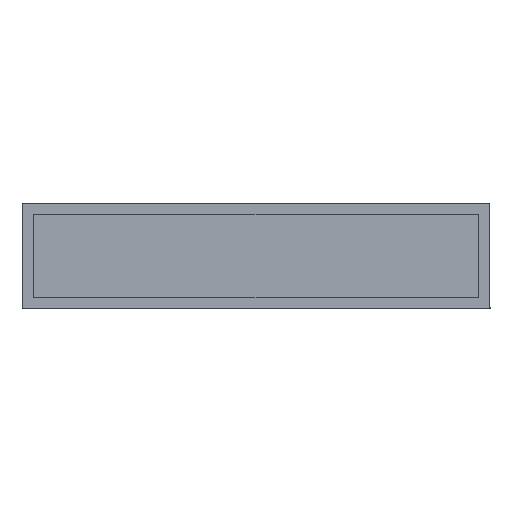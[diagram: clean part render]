
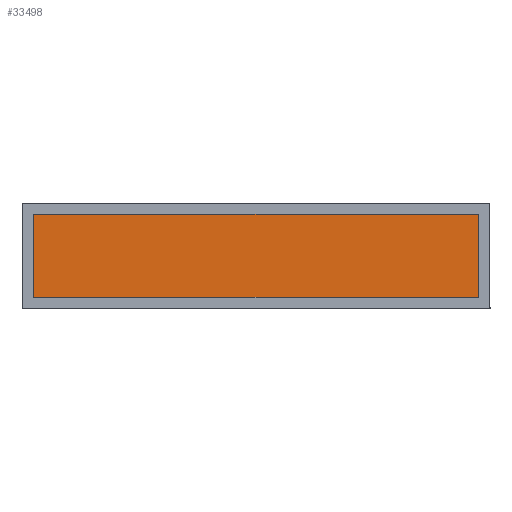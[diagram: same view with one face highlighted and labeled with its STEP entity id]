
A CAD part, top view. The second image highlights one B-rep face of the part: STEP entity #33498.
In plain terms, the highlighted planar face has unit normal (0, 0, 1).
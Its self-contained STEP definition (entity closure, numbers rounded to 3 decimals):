
#15764 = CARTESIAN_POINT ( 'NONE',  ( -119.95, 46.714, 1. ) ) ;
#19911 = DIRECTION ( 'NONE',  ( 0., -1., 0. ) ) ;
#19912 = VECTOR ( 'NONE', #19911, 1000. ) ;
#19914 = CARTESIAN_POINT ( 'NONE',  ( -119.95, -103.286, 1. ) ) ;
#19915 = LINE ( 'NONE', #19914, #19912 ) ;
#19923 = CARTESIAN_POINT ( 'NONE',  ( -119.95, -103.286, 1. ) ) ;
#19977 = VECTOR ( 'NONE', #20114, 1000. ) ;
#19978 = CARTESIAN_POINT ( 'NONE',  ( 593.05, -103.286, 1. ) ) ;
#19979 = LINE ( 'NONE', #19978, #19977 ) ;
#19984 = CARTESIAN_POINT ( 'NONE',  ( 593.05, 46.714, 1. ) ) ;
#20050 = DIRECTION ( 'NONE',  ( 1., 0., 0. ) ) ;
#20051 = VECTOR ( 'NONE', #20050, 1000. ) ;
#20053 = CARTESIAN_POINT ( 'NONE',  ( -119.95, -103.286, 1. ) ) ;
#20055 = LINE ( 'NONE', #20053, #20051 ) ;
#20059 = CARTESIAN_POINT ( 'NONE',  ( 593.05, -103.286, 1. ) ) ;
#20092 = DIRECTION ( 'NONE',  ( -1., 0., 0. ) ) ;
#20094 = VECTOR ( 'NONE', #20092, 1000. ) ;
#20095 = CARTESIAN_POINT ( 'NONE',  ( -119.95, 46.714, 1. ) ) ;
#20096 = LINE ( 'NONE', #20095, #20094 ) ;
#20114 = DIRECTION ( 'NONE',  ( 0., 1., 0. ) ) ;
#20273 = DIRECTION ( 'NONE',  ( 1., 0., 0. ) ) ;
#20275 = DIRECTION ( 'NONE',  ( 0., 0., 1. ) ) ;
#20276 = CARTESIAN_POINT ( 'NONE',  ( -119.95, -103.286, 1. ) ) ;
#20278 = AXIS2_PLACEMENT_3D ( 'NONE', #20276, #20275, #20273 ) ;
#20282 = PLANE ( 'NONE',  #20278 ) ;
#20284 = FACE_OUTER_BOUND ( 'NONE', #33502, .T. ) ;
#31320 = VERTEX_POINT ( 'NONE', #15764 ) ;
#33307 = VERTEX_POINT ( 'NONE', #19923 ) ;
#33312 = EDGE_CURVE ( 'NONE', #31320, #33307, #19915, .T. ) ;
#33379 = VERTEX_POINT ( 'NONE', #19984 ) ;
#33383 = EDGE_CURVE ( 'NONE', #33412, #33379, #19979, .T. ) ;
#33397 = EDGE_CURVE ( 'NONE', #33379, #31320, #20096, .T. ) ;
#33412 = VERTEX_POINT ( 'NONE', #20059 ) ;
#33414 = EDGE_CURVE ( 'NONE', #33307, #33412, #20055, .T. ) ;
#33498 = ADVANCED_FACE ( 'NONE', ( #20284 ), #20282, .T. ) ;
#33502 = EDGE_LOOP ( 'NONE', ( #33504, #33507, #33508, #33509 ) ) ;
#33504 = ORIENTED_EDGE ( 'NONE', *, *, #33383, .T. ) ;
#33507 = ORIENTED_EDGE ( 'NONE', *, *, #33397, .T. ) ;
#33508 = ORIENTED_EDGE ( 'NONE', *, *, #33312, .T. ) ;
#33509 = ORIENTED_EDGE ( 'NONE', *, *, #33414, .T. ) ;
